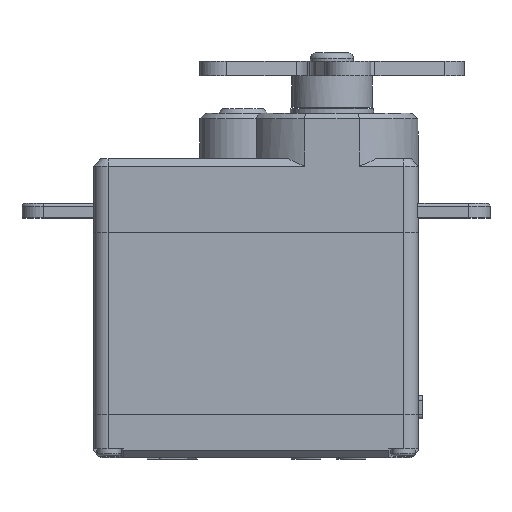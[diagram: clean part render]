
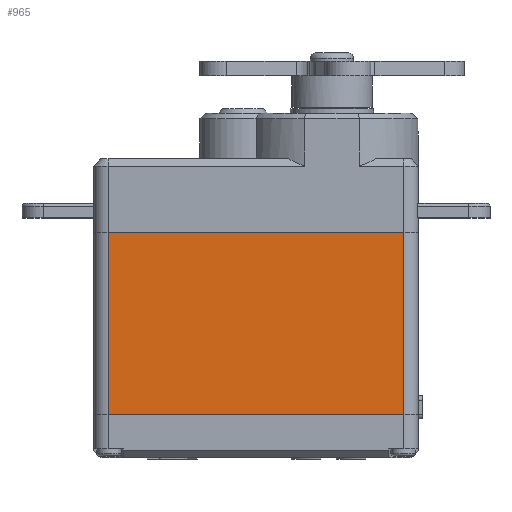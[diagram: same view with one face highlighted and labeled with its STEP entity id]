
A CAD part, top view. The second image highlights one B-rep face of the part: STEP entity #965.
In plain terms, the highlighted planar face has unit normal (0, 0, 1).
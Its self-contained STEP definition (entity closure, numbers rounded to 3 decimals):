
#229=DIRECTION('',(1.,0.,0.));
#230=VECTOR('',#229,20.6);
#231=CARTESIAN_POINT('',(-10.3,0.,5.7));
#232=LINE('',#231,#230);
#264=DIRECTION('',(1.,0.,0.));
#265=VECTOR('',#264,20.6);
#266=CARTESIAN_POINT('',(-10.3,12.7,5.7));
#267=LINE('',#266,#265);
#364=DIRECTION('',(0.,-1.,0.));
#365=VECTOR('',#364,12.7);
#366=CARTESIAN_POINT('',(10.3,12.7,5.7));
#367=LINE('',#366,#365);
#409=DIRECTION('',(0.,-1.,0.));
#410=VECTOR('',#409,12.7);
#411=CARTESIAN_POINT('',(-10.3,12.7,5.7));
#412=LINE('',#411,#410);
#730=CARTESIAN_POINT('',(10.3,0.,5.7));
#732=VERTEX_POINT('',#730);
#733=CARTESIAN_POINT('',(10.3,12.7,5.7));
#734=VERTEX_POINT('',#733);
#745=CARTESIAN_POINT('',(-10.3,0.,5.7));
#747=VERTEX_POINT('',#745);
#751=CARTESIAN_POINT('',(-10.3,12.7,5.7));
#752=VERTEX_POINT('',#751);
#953=CARTESIAN_POINT('',(-11.3,0.,5.7));
#954=DIRECTION('',(0.,0.,1.));
#955=DIRECTION('',(1.,0.,0.));
#956=AXIS2_PLACEMENT_3D('',#953,#954,#955);
#957=PLANE('',#956);
#958=ORIENTED_EDGE('',*,*,#945,.T.);
#959=ORIENTED_EDGE('',*,*,#828,.F.);
#961=ORIENTED_EDGE('',*,*,#960,.F.);
#962=ORIENTED_EDGE('',*,*,#900,.T.);
#963=EDGE_LOOP('',(#958,#959,#961,#962));
#964=FACE_OUTER_BOUND('',#963,.F.);
#965=ADVANCED_FACE('',(#964),#957,.T.);
#828=EDGE_CURVE('',#747,#732,#232,.T.);
#900=EDGE_CURVE('',#752,#734,#267,.T.);
#945=EDGE_CURVE('',#734,#732,#367,.T.);
#960=EDGE_CURVE('',#752,#747,#412,.T.);
